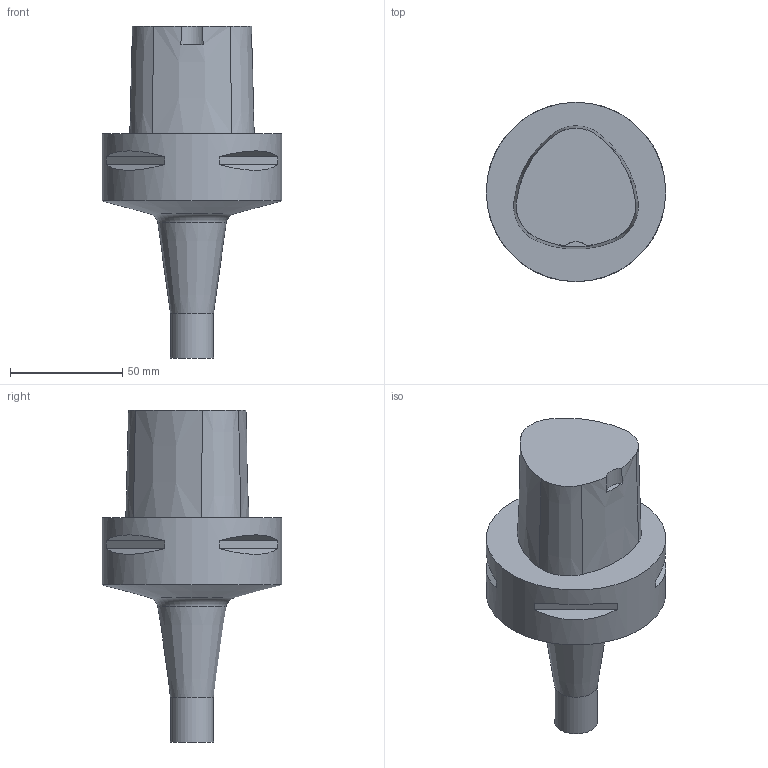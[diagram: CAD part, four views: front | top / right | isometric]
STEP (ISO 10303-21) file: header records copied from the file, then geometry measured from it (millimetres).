
FILE_DESCRIPTION(/* description */ ('3-D model version:1'),/* implementation_level */ '2;1');
FILE_NAME(/* name */ 'C8-391.EH-20100',/* time_stamp */ '2016-12-02T13:57:27',/* author */ ('InteractiveCad'),/* organization */ ('AB Sandvik Coromant'),/* preprocessor_version */ 'ST-DEVELOPER v11',/* originating_system */ 'SIEMENS UGS NX 6.0',/* authorization */ '');
FILE_SCHEMA(('AUTOMOTIVE_DESIGN'));
Length unit declared in the file: millimetre
Products named in the file (1): C8_391.EH_20100_634572043608915947_1_stp
Bounding box: 80 x 80 x 148 mm (x, y, z)
Volume: 301033 mm3; surface area: 30326.9 mm2
Topology: 1 solids, 1 shells, 28 faces, 61 edges, 40 vertices
Faces by surface type: plane 16, cone 8, cylinder 3, torus 1
Full cylindrical faces by diameter (mm): 19.2 x1, 80 x1
Entity records: 836 total; most frequent: DIRECTION 146, CARTESIAN_POINT 130, ORIENTED_EDGE 108, AXIS2_PLACEMENT_3D 62, EDGE_CURVE 54, EDGE_LOOP 38, VERTEX_POINT 38, ADVANCED_FACE 28
